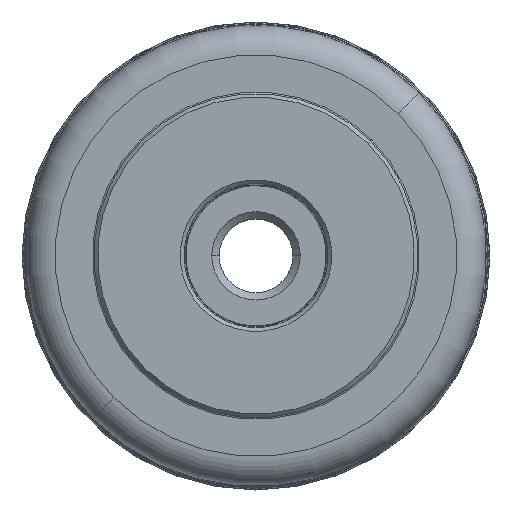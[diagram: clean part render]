
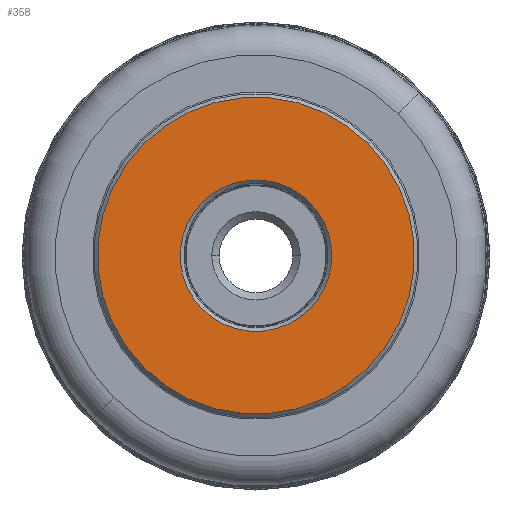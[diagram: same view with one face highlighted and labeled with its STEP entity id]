
A CAD part, top view. The second image highlights one B-rep face of the part: STEP entity #358.
In plain terms, the highlighted planar face has unit normal (0, 0, 1).
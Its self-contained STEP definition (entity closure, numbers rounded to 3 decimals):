
#358=ADVANCED_FACE('',(#402,#403),#381,.F.);
#381=PLANE('',#2339);
#402=FACE_BOUND('',#517,.T.);
#403=FACE_BOUND('',#518,.T.);
#517=EDGE_LOOP('',(#989,#990,#991,#992));
#518=EDGE_LOOP('',(#993,#994,#995,#996));
#989=ORIENTED_EDGE('',*,*,#1469,.F.);
#990=ORIENTED_EDGE('',*,*,#1475,.F.);
#991=ORIENTED_EDGE('',*,*,#1474,.F.);
#992=ORIENTED_EDGE('',*,*,#1470,.F.);
#993=ORIENTED_EDGE('',*,*,#1476,.F.);
#994=ORIENTED_EDGE('',*,*,#1477,.F.);
#995=ORIENTED_EDGE('',*,*,#1478,.F.);
#996=ORIENTED_EDGE('',*,*,#1479,.F.);
#1211=VERTEX_POINT('',#3935);
#1212=VERTEX_POINT('',#3937);
#1213=VERTEX_POINT('',#3939);
#1215=VERTEX_POINT('',#3946);
#1216=VERTEX_POINT('',#3950);
#1217=VERTEX_POINT('',#3951);
#1218=VERTEX_POINT('',#3953);
#1219=VERTEX_POINT('',#3955);
#1469=EDGE_CURVE('',#1211,#1212,#1708,.T.);
#1470=EDGE_CURVE('',#1212,#1213,#1709,.T.);
#1474=EDGE_CURVE('',#1213,#1215,#1712,.T.);
#1475=EDGE_CURVE('',#1215,#1211,#1713,.T.);
#1476=EDGE_CURVE('',#1216,#1217,#1714,.T.);
#1477=EDGE_CURVE('',#1218,#1216,#1715,.T.);
#1478=EDGE_CURVE('',#1219,#1218,#1716,.T.);
#1479=EDGE_CURVE('',#1217,#1219,#1717,.T.);
#1708=CIRCLE('',#2327,43.);
#1709=CIRCLE('',#2328,43.);
#1712=CIRCLE('',#2332,43.);
#1713=CIRCLE('',#2333,43.);
#1714=CIRCLE('',#2335,20.55);
#1715=CIRCLE('',#2336,20.55);
#1716=CIRCLE('',#2337,20.55);
#1717=CIRCLE('',#2338,20.55);
#2327=AXIS2_PLACEMENT_3D('',#3936,#2975,#2976);
#2328=AXIS2_PLACEMENT_3D('',#3938,#2977,#2978);
#2332=AXIS2_PLACEMENT_3D('',#3945,#2986,#2987);
#2333=AXIS2_PLACEMENT_3D('',#3947,#2988,#2989);
#2335=AXIS2_PLACEMENT_3D('',#3949,#2992,#2993);
#2336=AXIS2_PLACEMENT_3D('',#3952,#2994,#2995);
#2337=AXIS2_PLACEMENT_3D('',#3954,#2996,#2997);
#2338=AXIS2_PLACEMENT_3D('',#3956,#2998,#2999);
#2339=AXIS2_PLACEMENT_3D('',#3957,#3000,#3001);
#2975=DIRECTION('',(0.,0.,-1.));
#2976=DIRECTION('',(-0.707,-0.707,0.));
#2977=DIRECTION('',(0.,0.,-1.));
#2978=DIRECTION('',(-0.707,0.707,0.));
#2986=DIRECTION('',(0.,0.,-1.));
#2987=DIRECTION('',(0.707,0.707,0.));
#2988=DIRECTION('',(0.,0.,-1.));
#2989=DIRECTION('',(0.707,-0.707,0.));
#2992=DIRECTION('',(0.,0.,1.));
#2993=DIRECTION('',(0.707,0.707,0.));
#2994=DIRECTION('',(0.,0.,1.));
#2995=DIRECTION('',(0.707,-0.707,0.));
#2996=DIRECTION('',(0.,0.,1.));
#2997=DIRECTION('',(-0.707,-0.707,0.));
#2998=DIRECTION('',(0.,0.,1.));
#2999=DIRECTION('',(-0.707,0.707,0.));
#3000=DIRECTION('',(0.,0.,-1.));
#3001=DIRECTION('',(0.707,0.707,0.));
#3935=CARTESIAN_POINT('',(-30.406,-30.406,0.));
#3936=CARTESIAN_POINT('',(0.,0.,0.));
#3937=CARTESIAN_POINT('',(-30.406,30.406,0.));
#3938=CARTESIAN_POINT('',(0.,0.,0.));
#3939=CARTESIAN_POINT('',(30.406,30.406,0.));
#3945=CARTESIAN_POINT('',(0.,0.,0.));
#3946=CARTESIAN_POINT('',(30.406,-30.406,0.));
#3947=CARTESIAN_POINT('',(0.,0.,0.));
#3949=CARTESIAN_POINT('',(0.,0.,0.));
#3950=CARTESIAN_POINT('',(14.531,14.531,0.));
#3951=CARTESIAN_POINT('',(-14.531,14.531,0.));
#3952=CARTESIAN_POINT('',(0.,0.,0.));
#3953=CARTESIAN_POINT('',(14.531,-14.531,0.));
#3954=CARTESIAN_POINT('',(0.,0.,0.));
#3955=CARTESIAN_POINT('',(-14.531,-14.531,0.));
#3956=CARTESIAN_POINT('',(0.,0.,0.));
#3957=CARTESIAN_POINT('',(0.,0.,0.));
